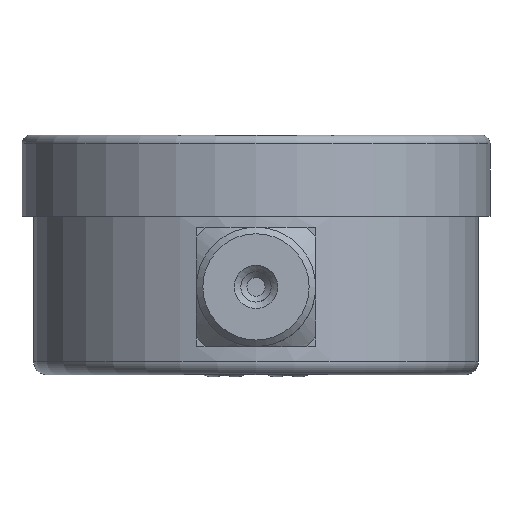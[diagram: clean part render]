
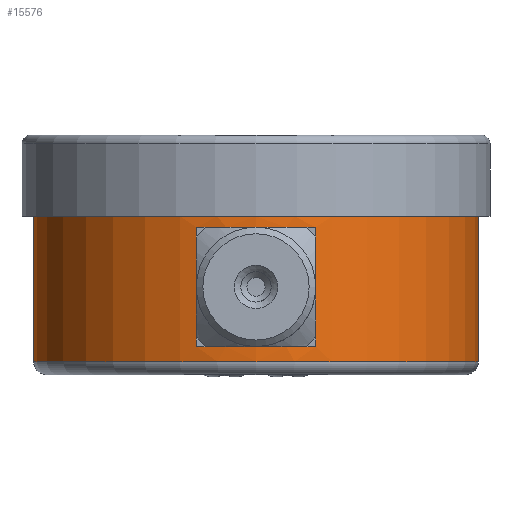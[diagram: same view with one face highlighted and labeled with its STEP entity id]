
A CAD part, front view. The second image highlights one B-rep face of the part: STEP entity #15576.
In plain terms, the highlighted cylindrical face has radius 26.035 mm (diameter 52.07 mm), a full revolution.
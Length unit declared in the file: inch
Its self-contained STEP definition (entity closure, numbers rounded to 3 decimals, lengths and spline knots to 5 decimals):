
#173 = AXIS2_PLACEMENT_3D ( 'NONE', #4009, #14933, #6682 ) ;
#363 = EDGE_CURVE ( 'NONE', #2104, #8345, #10415, .T. ) ;
#667 = EDGE_LOOP ( 'NONE', ( #2590, #3008, #13090, #12954 ) ) ;
#986 = CARTESIAN_POINT ( 'NONE',  ( 0.275, -0.98742, -0.425 ) ) ;
#1154 = DIRECTION ( 'NONE',  ( 0., 0., -1. ) ) ;
#1726 = CARTESIAN_POINT ( 'NONE',  ( 0., 0., -1.105 ) ) ;
#2104 = VERTEX_POINT ( 'NONE', #3250 ) ;
#2590 = ORIENTED_EDGE ( 'NONE', *, *, #17137, .F. ) ;
#2613 = VERTEX_POINT ( 'NONE', #8013 ) ;
#3008 = ORIENTED_EDGE ( 'NONE', *, *, #14653, .F. ) ;
#3232 = FACE_OUTER_BOUND ( 'NONE', #13903, .T. ) ;
#3250 = CARTESIAN_POINT ( 'NONE',  ( -0.275, -0.98742, -0.425 ) ) ;
#3320 = CARTESIAN_POINT ( 'NONE',  ( 0., 0., -0.975 ) ) ;
#3335 = ORIENTED_EDGE ( 'NONE', *, *, #15907, .T. ) ;
#4009 = CARTESIAN_POINT ( 'NONE',  ( 0., 0., -1.045 ) ) ;
#4487 = CIRCLE ( 'NONE', #10403, 1.025 ) ;
#4654 = FACE_OUTER_BOUND ( 'NONE', #8528, .T. ) ;
#4895 = CARTESIAN_POINT ( 'NONE',  ( 0., 0., -0.425 ) ) ;
#4919 = DIRECTION ( 'NONE',  ( 0., 0., 1. ) ) ;
#5241 = AXIS2_PLACEMENT_3D ( 'NONE', #3320, #4919, #14407 ) ;
#5508 = CARTESIAN_POINT ( 'NONE',  ( 0.275, -0.98742, -1.105 ) ) ;
#6429 = CARTESIAN_POINT ( 'NONE',  ( 0., 0., -0.375 ) ) ;
#6600 = CARTESIAN_POINT ( 'NONE',  ( 1.025, 0., -0.375 ) ) ;
#6682 = DIRECTION ( 'NONE',  ( 1., 0., 0. ) ) ;
#6847 = AXIS2_PLACEMENT_3D ( 'NONE', #6429, #10213, #16905 ) ;
#7023 = CARTESIAN_POINT ( 'NONE',  ( -0.275, -0.98742, -1.105 ) ) ;
#7401 = CIRCLE ( 'NONE', #6847, 1.025 ) ;
#7809 = CIRCLE ( 'NONE', #173, 1.025 ) ;
#7850 = CARTESIAN_POINT ( 'NONE',  ( 0.275, -0.98742, -0.975 ) ) ;
#8013 = CARTESIAN_POINT ( 'NONE',  ( 1.025, 0., -1.045 ) ) ;
#8098 = EDGE_CURVE ( 'NONE', #9090, #2104, #4487, .T. ) ;
#8345 = VERTEX_POINT ( 'NONE', #12591 ) ;
#8450 = FACE_BOUND ( 'NONE', #667, .T. ) ;
#8528 = EDGE_LOOP ( 'NONE', ( #13680 ) ) ;
#8536 = DIRECTION ( 'NONE',  ( 1., 0., 0. ) ) ;
#8634 = CIRCLE ( 'NONE', #5241, 1.025 ) ;
#9090 = VERTEX_POINT ( 'NONE', #986 ) ;
#9488 = DIRECTION ( 'NONE',  ( 0., 0., 1. ) ) ;
#10213 = DIRECTION ( 'NONE',  ( 0., 0., -1. ) ) ;
#10403 = AXIS2_PLACEMENT_3D ( 'NONE', #4895, #1154, #14384 ) ;
#10415 = LINE ( 'NONE', #7023, #11862 ) ;
#11114 = EDGE_CURVE ( 'NONE', #13337, #13337, #7401, .T. ) ;
#11294 = DIRECTION ( 'NONE',  ( 0., 0., 1. ) ) ;
#11817 = VERTEX_POINT ( 'NONE', #7850 ) ;
#11862 = VECTOR ( 'NONE', #15846, 39.37008 ) ;
#12591 = CARTESIAN_POINT ( 'NONE',  ( -0.275, -0.98742, -0.975 ) ) ;
#12634 = CYLINDRICAL_SURFACE ( 'NONE', #15755, 1.025 ) ;
#12954 = ORIENTED_EDGE ( 'NONE', *, *, #8098, .F. ) ;
#13090 = ORIENTED_EDGE ( 'NONE', *, *, #363, .F. ) ;
#13337 = VERTEX_POINT ( 'NONE', #6600 ) ;
#13680 = ORIENTED_EDGE ( 'NONE', *, *, #11114, .T. ) ;
#13903 = EDGE_LOOP ( 'NONE', ( #3335 ) ) ;
#14384 = DIRECTION ( 'NONE',  ( 1., 0., 0. ) ) ;
#14407 = DIRECTION ( 'NONE',  ( -1., 0., 0. ) ) ;
#14653 = EDGE_CURVE ( 'NONE', #8345, #11817, #8634, .T. ) ;
#14917 = LINE ( 'NONE', #5508, #15677 ) ;
#14933 = DIRECTION ( 'NONE',  ( 0., 0., 1. ) ) ;
#15576 = ADVANCED_FACE ( 'NONE', ( #8450, #3232, #4654 ), #12634, .T. ) ;
#15677 = VECTOR ( 'NONE', #9488, 39.37008 ) ;
#15755 = AXIS2_PLACEMENT_3D ( 'NONE', #1726, #11294, #8536 ) ;
#15846 = DIRECTION ( 'NONE',  ( 0., 0., -1. ) ) ;
#15907 = EDGE_CURVE ( 'NONE', #2613, #2613, #7809, .T. ) ;
#16905 = DIRECTION ( 'NONE',  ( 1., 0., 0. ) ) ;
#17137 = EDGE_CURVE ( 'NONE', #11817, #9090, #14917, .T. ) ;
